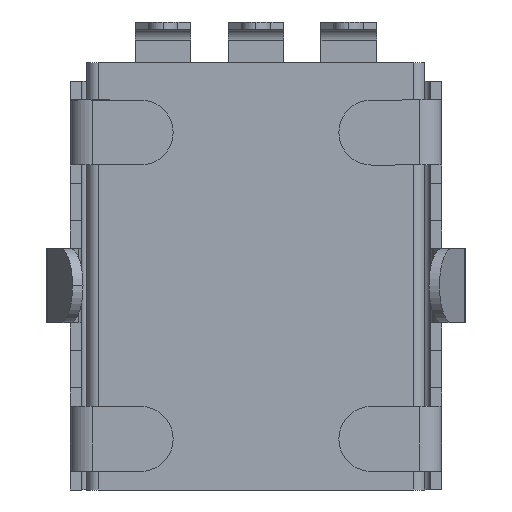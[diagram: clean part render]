
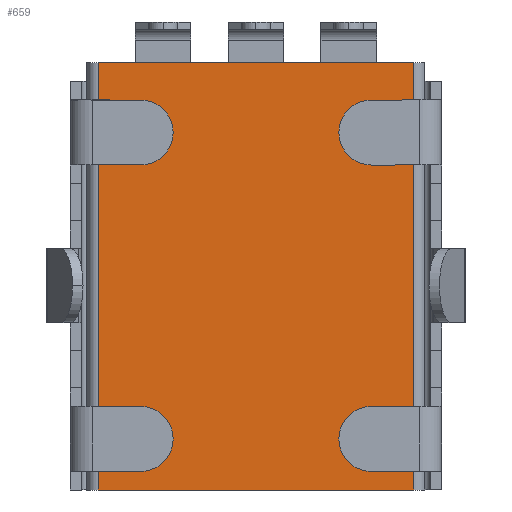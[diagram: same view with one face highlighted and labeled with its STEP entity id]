
A CAD part, front view. The second image highlights one B-rep face of the part: STEP entity #659.
In plain terms, the highlighted planar face has unit normal (0, -1, 0).
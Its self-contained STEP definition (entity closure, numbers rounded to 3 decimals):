
#120 = LINE ( 'NONE', #7613, #3726 ) ;
#372 = ORIENTED_EDGE ( 'NONE', *, *, #4228, .T. ) ;
#635 = DIRECTION ( 'NONE',  ( 1., 0., 0. ) ) ;
#637 = CARTESIAN_POINT ( 'NONE',  ( -4.25, 0., 0. ) ) ;
#659 = ADVANCED_FACE ( 'NONE', ( #6737 ), #1823, .T. ) ;
#705 = LINE ( 'NONE', #3159, #2895 ) ;
#778 = VERTEX_POINT ( 'NONE', #1957 ) ;
#1249 = ORIENTED_EDGE ( 'NONE', *, *, #2027, .T. ) ;
#1267 = CARTESIAN_POINT ( 'NONE',  ( 0., 0., 0. ) ) ;
#1407 = EDGE_CURVE ( 'NONE', #778, #2608, #120, .T. ) ;
#1430 = DIRECTION ( 'NONE',  ( 0., 0., 1. ) ) ;
#1823 = PLANE ( 'NONE',  #4210 ) ;
#1957 = CARTESIAN_POINT ( 'NONE',  ( 4.25, 0., -5.5 ) ) ;
#2027 = EDGE_CURVE ( 'NONE', #6166, #5133, #4220, .T. ) ;
#2608 = VERTEX_POINT ( 'NONE', #7459 ) ;
#2895 = VECTOR ( 'NONE', #635, 1000. ) ;
#3159 = CARTESIAN_POINT ( 'NONE',  ( -4.55, 0., -5.5 ) ) ;
#3580 = CARTESIAN_POINT ( 'NONE',  ( -4.55, 0., 6. ) ) ;
#3676 = DIRECTION ( 'NONE',  ( 0., -1., 0. ) ) ;
#3726 = VECTOR ( 'NONE', #1430, 1000. ) ;
#3854 = EDGE_CURVE ( 'NONE', #2608, #6166, #5368, .T. ) ;
#4210 = AXIS2_PLACEMENT_3D ( 'NONE', #1267, #3676, #6120 ) ;
#4220 = LINE ( 'NONE', #637, #7193 ) ;
#4228 = EDGE_CURVE ( 'NONE', #5133, #778, #705, .T. ) ;
#4391 = CARTESIAN_POINT ( 'NONE',  ( -4.25, 0., -5.5 ) ) ;
#4886 = ORIENTED_EDGE ( 'NONE', *, *, #3854, .T. ) ;
#5067 = CARTESIAN_POINT ( 'NONE',  ( -4.25, 0., 6. ) ) ;
#5133 = VERTEX_POINT ( 'NONE', #4391 ) ;
#5368 = LINE ( 'NONE', #3580, #7371 ) ;
#5448 = DIRECTION ( 'NONE',  ( -1., 0., 0. ) ) ;
#6059 = DIRECTION ( 'NONE',  ( 0., 0., -1. ) ) ;
#6120 = DIRECTION ( 'NONE',  ( 0., 0., -1. ) ) ;
#6166 = VERTEX_POINT ( 'NONE', #5067 ) ;
#6390 = EDGE_LOOP ( 'NONE', ( #4886, #1249, #372, #7466 ) ) ;
#6737 = FACE_OUTER_BOUND ( 'NONE', #6390, .T. ) ;
#7193 = VECTOR ( 'NONE', #6059, 1000. ) ;
#7371 = VECTOR ( 'NONE', #5448, 1000. ) ;
#7459 = CARTESIAN_POINT ( 'NONE',  ( 4.25, 0., 6. ) ) ;
#7466 = ORIENTED_EDGE ( 'NONE', *, *, #1407, .T. ) ;
#7613 = CARTESIAN_POINT ( 'NONE',  ( 4.25, 0., 0. ) ) ;
